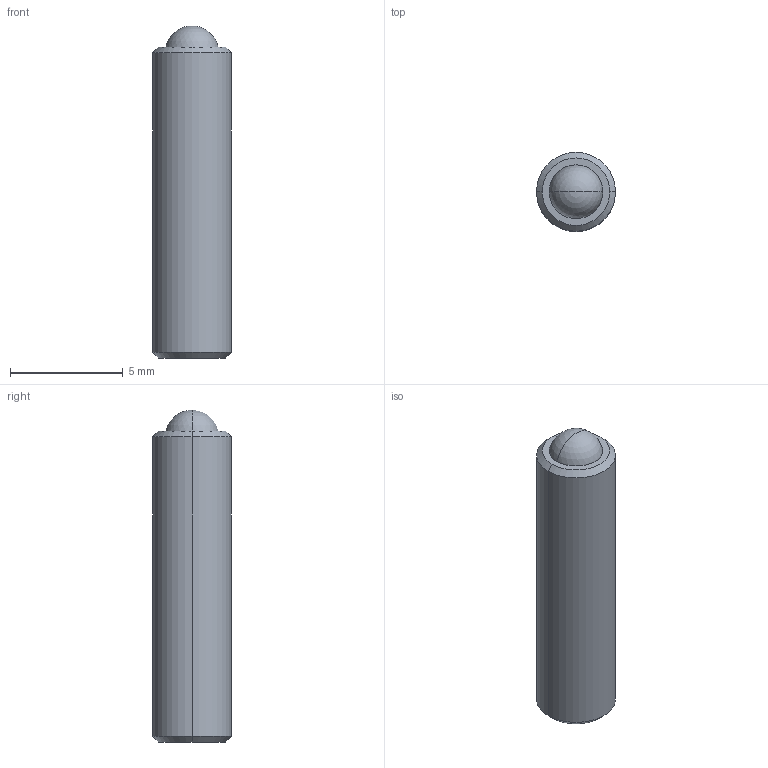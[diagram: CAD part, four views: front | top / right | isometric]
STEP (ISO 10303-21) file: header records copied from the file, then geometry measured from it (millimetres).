
FILE_DESCRIPTION (( 'STEP AP214' ), '1' );
FILE_NAME ('7623-E0W.STEP', '2017-01-18T15:36:42', ( 'admin' ), ( '' ), 'SwSTEP 2.0', 'SolidWorks 2016', '' );
FILE_SCHEMA (( 'AUTOMOTIVE_DESIGN' ));
Length unit declared in the file: millimetre
Products named in the file (1): 7623-E0W
Bounding box: 3.51 x 3.51 x 14.73 mm (x, y, z)
Volume: 123.9 mm3; surface area: 213.5 mm2
Topology: 2 solids, 2 shells, 30 faces, 61 edges, 31 vertices
Faces by surface type: cone 13, plane 9, cylinder 4, sphere 4
Entity records: 1106 total; most frequent: CARTESIAN_POINT 152, DIRECTION 131, ORIENTED_EDGE 106, AXIS2_PLACEMENT_3D 54, EDGE_CURVE 53, UNCERTAINTY_MEASURE_WITH_UNIT 34, STYLED_ITEM 33, SURFACE_STYLE_USAGE 33
